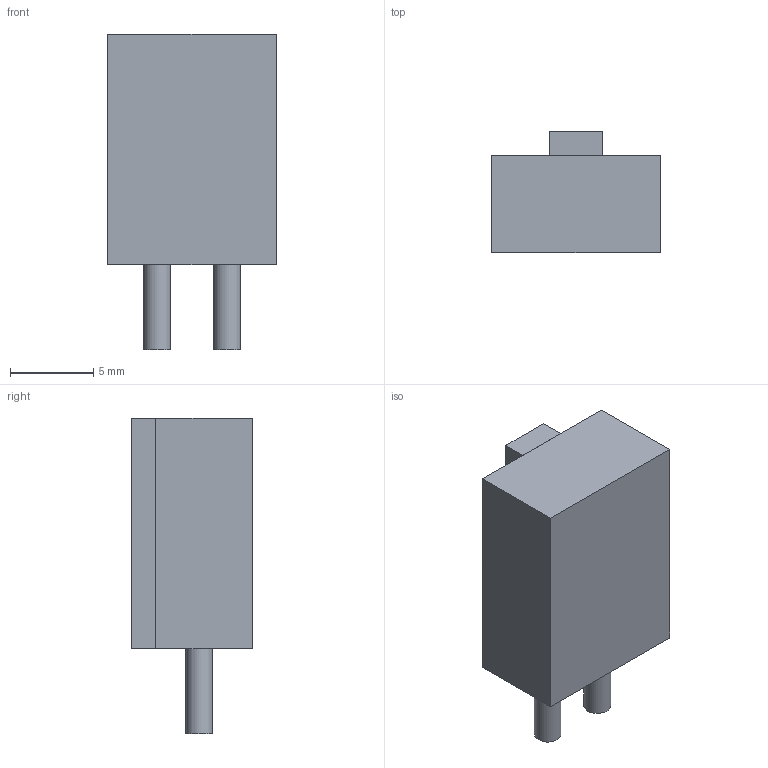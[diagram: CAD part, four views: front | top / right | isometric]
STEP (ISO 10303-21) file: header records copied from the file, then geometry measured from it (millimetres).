
FILE_DESCRIPTION(('FreeCAD Model'),'2;1');
FILE_NAME('17464005.2.4.stp','2023-02-27T03:24:09',( 'Author'),(''),'Open CASCADE STEP processor 6.9','FreeCAD','Unknown' );
FILE_SCHEMA(('AUTOMOTIVE_DESIGN { 1 0 10303 214 1 1 1 1 }'));
Length unit declared in the file: millimetre
Products named in the file (3): ASSEMBLY; Body; Leads
Assembly tree (2 placements, depth 2):
  ASSEMBLY
    Body
    Leads
Bounding box: 10.1 x 7.25 x 18.95 mm (x, y, z)
Volume: 896.1 mm3; surface area: 755 mm2
Topology: 4 solids, 4 shells, 18 faces, 30 edges, 20 vertices
Faces by surface type: plane 16, cylinder 2
Full cylindrical faces by diameter (mm): 1.6 x2
Entity records: 888 total; most frequent: DIRECTION 136, CARTESIAN_POINT 131, LINE 82, VECTOR 82, ORIENTED_EDGE 60, PCURVE 60, DEFINITIONAL_REPRESENTATION 60, EDGE_CURVE 30
